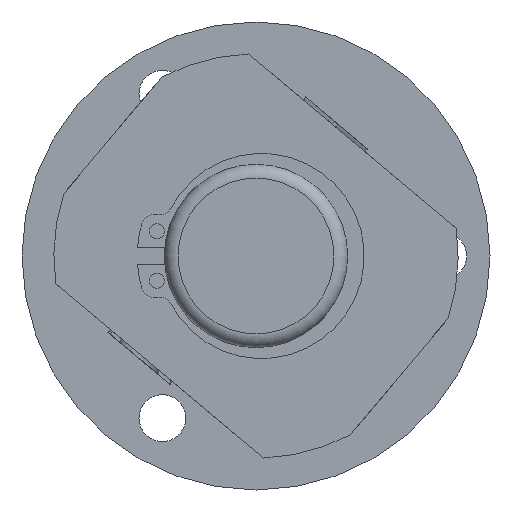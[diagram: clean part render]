
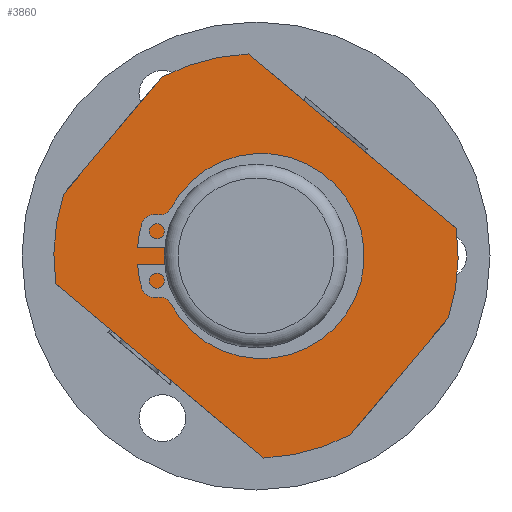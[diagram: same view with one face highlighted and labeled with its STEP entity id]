
A CAD part, left-side view. The second image highlights one B-rep face of the part: STEP entity #3860.
In plain terms, the highlighted planar face has unit normal (-1, 0, 0).
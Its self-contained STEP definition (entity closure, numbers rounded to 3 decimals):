
#172=CIRCLE('',#4214,12.25);
#174=CIRCLE('',#4217,27.);
#175=CIRCLE('',#4218,27.);
#176=CIRCLE('',#4219,27.);
#177=CIRCLE('',#4220,27.);
#1006=ORIENTED_EDGE('',*,*,#1742,.T.);
#1007=ORIENTED_EDGE('',*,*,#1746,.F.);
#1008=ORIENTED_EDGE('',*,*,#1747,.T.);
#1009=ORIENTED_EDGE('',*,*,#1748,.F.);
#1010=ORIENTED_EDGE('',*,*,#1749,.T.);
#1011=ORIENTED_EDGE('',*,*,#1750,.F.);
#1012=ORIENTED_EDGE('',*,*,#1751,.T.);
#1013=ORIENTED_EDGE('',*,*,#1752,.F.);
#1014=ORIENTED_EDGE('',*,*,#1753,.T.);
#1742=EDGE_CURVE('',#2175,#2175,#172,.T.);
#1746=EDGE_CURVE('',#2179,#2180,#2568,.T.);
#1747=EDGE_CURVE('',#2179,#2181,#174,.F.);
#1748=EDGE_CURVE('',#2182,#2181,#2569,.T.);
#1749=EDGE_CURVE('',#2182,#2183,#175,.F.);
#1750=EDGE_CURVE('',#2184,#2183,#2570,.T.);
#1751=EDGE_CURVE('',#2184,#2185,#176,.F.);
#1752=EDGE_CURVE('',#2186,#2185,#2571,.T.);
#1753=EDGE_CURVE('',#2186,#2180,#177,.F.);
#2175=VERTEX_POINT('',#6281);
#2179=VERTEX_POINT('',#6326);
#2180=VERTEX_POINT('',#6327);
#2181=VERTEX_POINT('',#6329);
#2182=VERTEX_POINT('',#6331);
#2183=VERTEX_POINT('',#6333);
#2184=VERTEX_POINT('',#6335);
#2185=VERTEX_POINT('',#6337);
#2186=VERTEX_POINT('',#6339);
#2568=LINE('',#6325,#2896);
#2569=LINE('',#6330,#2897);
#2570=LINE('',#6334,#2898);
#2571=LINE('',#6338,#2899);
#2896=VECTOR('',#5088,1000.);
#2897=VECTOR('',#5091,1000.);
#2898=VECTOR('',#5094,1000.);
#2899=VECTOR('',#5097,1000.);
#3150=EDGE_LOOP('',(#1006));
#3151=EDGE_LOOP('',(#1007,#1008,#1009,#1010,#1011,#1012,#1013,#1014));
#3462=FACE_BOUND('',#3150,.T.);
#3463=FACE_BOUND('',#3151,.T.);
#3695=PLANE('',#4216);
#3860=ADVANCED_FACE('',(#3462,#3463),#3695,.F.);
#4214=AXIS2_PLACEMENT_3D('',#6280,#5082,#5083);
#4216=AXIS2_PLACEMENT_3D('',#6324,#5086,#5087);
#4217=AXIS2_PLACEMENT_3D('',#6328,#5089,#5090);
#4218=AXIS2_PLACEMENT_3D('',#6332,#5092,#5093);
#4219=AXIS2_PLACEMENT_3D('',#6336,#5095,#5096);
#4220=AXIS2_PLACEMENT_3D('',#6340,#5098,#5099);
#5082=DIRECTION('',(1.,0.,0.));
#5083=DIRECTION('',(0.,0.,-1.));
#5086=DIRECTION('',(1.,0.,0.));
#5087=DIRECTION('',(0.,0.,-1.));
#5088=DIRECTION('',(0.,1.,0.));
#5089=DIRECTION('',(1.,0.,0.));
#5090=DIRECTION('',(0.,0.,-1.));
#5091=DIRECTION('',(0.,0.,-1.));
#5092=DIRECTION('',(1.,0.,0.));
#5093=DIRECTION('',(0.,0.,-1.));
#5094=DIRECTION('',(0.,-1.,0.));
#5095=DIRECTION('',(1.,0.,0.));
#5096=DIRECTION('',(0.,0.,-1.));
#5097=DIRECTION('',(0.,0.,1.));
#5098=DIRECTION('',(1.,0.,0.));
#5099=DIRECTION('',(0.,0.,-1.));
#6280=CARTESIAN_POINT('',(-60.,0.,0.));
#6281=CARTESIAN_POINT('',(-60.,0.,-12.25));
#6324=CARTESIAN_POINT('',(-60.,0.,0.));
#6325=CARTESIAN_POINT('',(-60.,-25.,-20.));
#6326=CARTESIAN_POINT('',(-60.,-18.138,-20.));
#6327=CARTESIAN_POINT('',(-60.,18.138,-20.));
#6328=CARTESIAN_POINT('',(-60.,0.,0.));
#6329=CARTESIAN_POINT('',(-60.,-25.,-10.198));
#6330=CARTESIAN_POINT('',(-60.,-25.,20.));
#6331=CARTESIAN_POINT('',(-60.,-25.,10.198));
#6332=CARTESIAN_POINT('',(-60.,0.,0.));
#6333=CARTESIAN_POINT('',(-60.,-18.138,20.));
#6334=CARTESIAN_POINT('',(-60.,25.,20.));
#6335=CARTESIAN_POINT('',(-60.,18.138,20.));
#6336=CARTESIAN_POINT('',(-60.,0.,0.));
#6337=CARTESIAN_POINT('',(-60.,25.,10.198));
#6338=CARTESIAN_POINT('',(-60.,25.,-20.));
#6339=CARTESIAN_POINT('',(-60.,25.,-10.198));
#6340=CARTESIAN_POINT('',(-60.,0.,0.));
